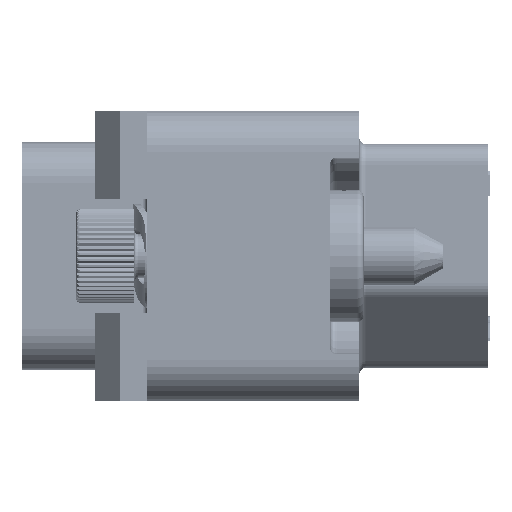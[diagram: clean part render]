
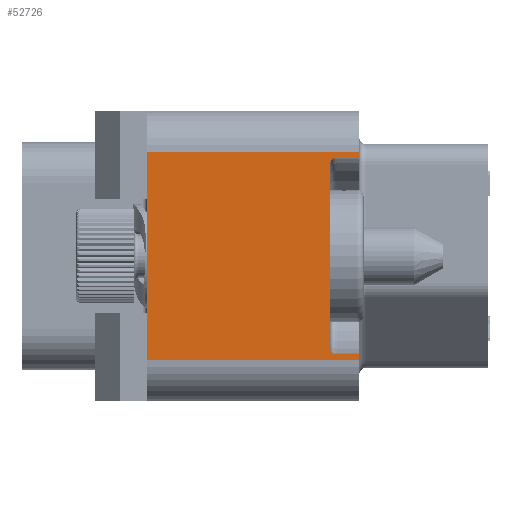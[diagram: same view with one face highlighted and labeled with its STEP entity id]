
A CAD part, left-side view. The second image highlights one B-rep face of the part: STEP entity #52726.
In plain terms, the highlighted planar face has unit normal (-1, 0, 0).
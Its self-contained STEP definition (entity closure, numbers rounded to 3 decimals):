
#950=DIRECTION('',(0.,0.,-1.));
#951=VECTOR('',#950,10.);
#952=CARTESIAN_POINT('',(-40.,10.25,5.));
#953=LINE('',#952,#951);
#1003=DIRECTION('',(0.,-1.,0.));
#1004=VECTOR('',#1003,10.25);
#1005=CARTESIAN_POINT('',(-40.,10.25,5.));
#1006=LINE('',#1005,#1004);
#1209=DIRECTION('',(0.,1.,0.));
#1210=VECTOR('',#1209,10.25);
#1211=CARTESIAN_POINT('',(-40.,0.,-5.));
#1212=LINE('',#1211,#1210);
#1218=DIRECTION('',(0.,0.,1.));
#1219=VECTOR('',#1218,8.9);
#1220=CARTESIAN_POINT('',(-40.,1.4,-4.45));
#1221=LINE('',#1220,#1219);
#1222=DIRECTION('',(0.,1.,0.));
#1223=VECTOR('',#1222,1.1);
#1224=CARTESIAN_POINT('',(-40.,0.,-4.75));
#1225=LINE('',#1224,#1223);
#1226=DIRECTION('',(0.,0.,-1.));
#1227=VECTOR('',#1226,0.25);
#1228=CARTESIAN_POINT('',(-40.,0.,-4.75));
#1229=LINE('',#1228,#1227);
#1230=DIRECTION('',(0.,0.,-1.));
#1231=VECTOR('',#1230,0.25);
#1232=CARTESIAN_POINT('',(-40.,0.,5.));
#1233=LINE('',#1232,#1231);
#1234=DIRECTION('',(0.,1.,0.));
#1235=VECTOR('',#1234,1.1);
#1236=CARTESIAN_POINT('',(-40.,0.,4.75));
#1237=LINE('',#1236,#1235);
#1261=CARTESIAN_POINT('',(-40.,1.1,-4.45));
#1262=DIRECTION('',(1.,0.,0.));
#1263=DIRECTION('',(0.,0.,-1.));
#1264=AXIS2_PLACEMENT_3D('',#1261,#1262,#1263);
#1285=CARTESIAN_POINT('',(-40.,1.1,4.45));
#1286=DIRECTION('',(1.,0.,0.));
#1287=DIRECTION('',(0.,1.,0.));
#1288=AXIS2_PLACEMENT_3D('',#1285,#1286,#1287);
#42614=CARTESIAN_POINT('',(-40.,0.,5.));
#42615=VERTEX_POINT('',#42614);
#42616=CARTESIAN_POINT('',(-40.,10.25,5.));
#42617=VERTEX_POINT('',#42616);
#42622=CARTESIAN_POINT('',(-40.,10.25,-5.));
#42623=VERTEX_POINT('',#42622);
#42624=CARTESIAN_POINT('',(-40.,0.,-5.));
#42625=VERTEX_POINT('',#42624);
#42634=CARTESIAN_POINT('',(-40.,0.,-4.75));
#42636=VERTEX_POINT('',#42634);
#42640=CARTESIAN_POINT('',(-40.,0.,4.75));
#42641=VERTEX_POINT('',#42640);
#42851=CARTESIAN_POINT('',(-40.,1.4,-4.45));
#42853=VERTEX_POINT('',#42851);
#42855=CARTESIAN_POINT('',(-40.,1.1,-4.75));
#42857=VERTEX_POINT('',#42855);
#42862=CARTESIAN_POINT('',(-40.,1.4,4.45));
#42863=VERTEX_POINT('',#42862);
#42864=CARTESIAN_POINT('',(-40.,1.1,4.75));
#42865=VERTEX_POINT('',#42864);
#52704=CARTESIAN_POINT('',(-40.,0.,7.));
#52705=DIRECTION('',(-1.,0.,0.));
#52706=DIRECTION('',(0.,1.,0.));
#52707=AXIS2_PLACEMENT_3D('',#52704,#52705,#52706);
#52708=PLANE('',#52707);
#52710=ORIENTED_EDGE('',*,*,#52709,.F.);
#52712=ORIENTED_EDGE('',*,*,#52711,.F.);
#52714=ORIENTED_EDGE('',*,*,#52713,.F.);
#52715=ORIENTED_EDGE('',*,*,#52623,.T.);
#52716=ORIENTED_EDGE('',*,*,#52698,.T.);
#52717=ORIENTED_EDGE('',*,*,#52395,.F.);
#52718=ORIENTED_EDGE('',*,*,#52447,.T.);
#52719=ORIENTED_EDGE('',*,*,#52631,.T.);
#52721=ORIENTED_EDGE('',*,*,#52720,.T.);
#52723=ORIENTED_EDGE('',*,*,#52722,.F.);
#52724=EDGE_LOOP('',(#52710,#52712,#52714,#52715,#52716,#52717,#52718,#52719,
#52721,#52723));
#52725=FACE_OUTER_BOUND('',#52724,.F.);
#52726=ADVANCED_FACE('',(#52725),#52708,.T.);
#1265=CIRCLE('',#1264,0.3);
#1289=CIRCLE('',#1288,0.3);
#52395=EDGE_CURVE('',#42617,#42623,#953,.T.);
#52447=EDGE_CURVE('',#42617,#42615,#1006,.T.);
#52623=EDGE_CURVE('',#42636,#42625,#1229,.T.);
#52631=EDGE_CURVE('',#42615,#42641,#1233,.T.);
#52698=EDGE_CURVE('',#42625,#42623,#1212,.T.);
#52709=EDGE_CURVE('',#42853,#42863,#1221,.T.);
#52711=EDGE_CURVE('',#42857,#42853,#1265,.T.);
#52713=EDGE_CURVE('',#42636,#42857,#1225,.T.);
#52720=EDGE_CURVE('',#42641,#42865,#1237,.T.);
#52722=EDGE_CURVE('',#42863,#42865,#1289,.T.);
